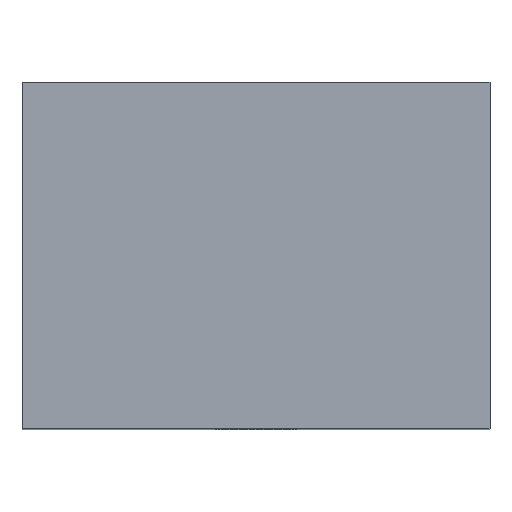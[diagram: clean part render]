
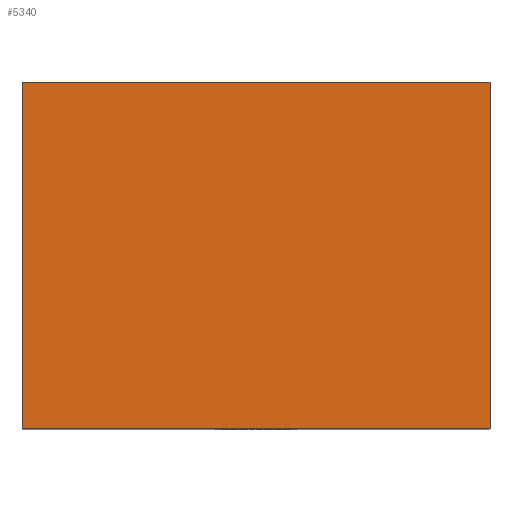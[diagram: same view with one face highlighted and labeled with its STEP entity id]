
A CAD part, top view. The second image highlights one B-rep face of the part: STEP entity #5340.
In plain terms, the highlighted planar face has unit normal (0, 0, 1).
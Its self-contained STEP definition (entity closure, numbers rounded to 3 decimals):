
#22 = VECTOR ( 'NONE', #807, 1000. ) ;
#805 = CARTESIAN_POINT ( 'NONE',  ( -12.5, 18.5, 17. ) ) ;
#807 = DIRECTION ( 'NONE',  ( 0., -1., 0. ) ) ;
#870 = DIRECTION ( 'NONE',  ( -1., 0., 0. ) ) ;
#1245 = CARTESIAN_POINT ( 'NONE',  ( 12.5, 18.5, 17. ) ) ;
#1891 = FACE_OUTER_BOUND ( 'NONE', #2142, .T. ) ;
#2142 = EDGE_LOOP ( 'NONE', ( #13239, #7999, #11521, #13260 ) ) ;
#2176 = VERTEX_POINT ( 'NONE', #5730 ) ;
#2223 = CARTESIAN_POINT ( 'NONE',  ( -12.5, 18.5, 17. ) ) ;
#2273 = AXIS2_PLACEMENT_3D ( 'NONE', #805, #4927, #870 ) ;
#3112 = PLANE ( 'NONE',  #2273 ) ;
#3356 = LINE ( 'NONE', #6445, #3769 ) ;
#3769 = VECTOR ( 'NONE', #5433, 1000. ) ;
#3822 = EDGE_CURVE ( 'NONE', #4242, #12487, #3356, .T. ) ;
#4242 = VERTEX_POINT ( 'NONE', #10003 ) ;
#4412 = VECTOR ( 'NONE', #7340, 1000. ) ;
#4927 = DIRECTION ( 'NONE',  ( 0., 0., -1. ) ) ;
#5041 = EDGE_CURVE ( 'NONE', #6160, #2176, #8363, .T. ) ;
#5287 = DIRECTION ( 'NONE',  ( 0., -1., 0. ) ) ;
#5340 = ADVANCED_FACE ( 'NONE', ( #1891 ), #3112, .F. ) ;
#5433 = DIRECTION ( 'NONE',  ( 1., 0., 0. ) ) ;
#5730 = CARTESIAN_POINT ( 'NONE',  ( 12.5, 0., 17. ) ) ;
#6160 = VERTEX_POINT ( 'NONE', #9931 ) ;
#6261 = LINE ( 'NONE', #2223, #22 ) ;
#6445 = CARTESIAN_POINT ( 'NONE',  ( -12.5, 18.5, 17. ) ) ;
#7340 = DIRECTION ( 'NONE',  ( 1., 0., 0. ) ) ;
#7456 = CARTESIAN_POINT ( 'NONE',  ( 12.5, 18.5, 17. ) ) ;
#7999 = ORIENTED_EDGE ( 'NONE', *, *, #12865, .F. ) ;
#8363 = LINE ( 'NONE', #12512, #4412 ) ;
#9931 = CARTESIAN_POINT ( 'NONE',  ( -12.5, 0., 17. ) ) ;
#10003 = CARTESIAN_POINT ( 'NONE',  ( -12.5, 18.5, 17. ) ) ;
#10364 = LINE ( 'NONE', #7456, #11461 ) ;
#11461 = VECTOR ( 'NONE', #5287, 1000. ) ;
#11521 = ORIENTED_EDGE ( 'NONE', *, *, #3822, .F. ) ;
#12487 = VERTEX_POINT ( 'NONE', #1245 ) ;
#12512 = CARTESIAN_POINT ( 'NONE',  ( -12.5, 0., 17. ) ) ;
#12865 = EDGE_CURVE ( 'NONE', #12487, #2176, #10364, .T. ) ;
#13027 = EDGE_CURVE ( 'NONE', #4242, #6160, #6261, .T. ) ;
#13239 = ORIENTED_EDGE ( 'NONE', *, *, #5041, .T. ) ;
#13260 = ORIENTED_EDGE ( 'NONE', *, *, #13027, .T. ) ;
